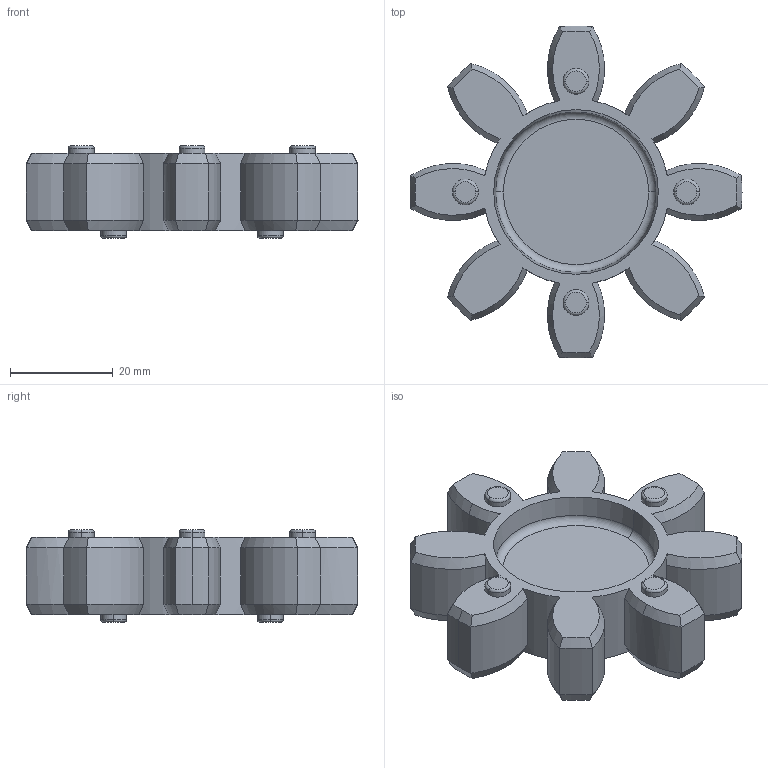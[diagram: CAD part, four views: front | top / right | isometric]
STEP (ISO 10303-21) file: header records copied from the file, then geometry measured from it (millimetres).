
FILE_DESCRIPTION (( 'STEP AP203' ), '1' );
FILE_NAME ('SJC-65-RD-SLEEVE.step', '2021-04-15T12:41:48', ( '' ), ( '' ), 'SwSTEP 2.0', 'SolidWorks 2021', '' );
FILE_SCHEMA (( 'CONFIG_CONTROL_DESIGN' ));
Length unit declared in the file: millimetre
Products named in the file (1): SJC-65-RD-SLEEVE
Bounding box: 64.5 x 64.46 x 18 mm (x, y, z)
Volume: 23398.1 mm3; surface area: 10008.4 mm2
Topology: 1 solids, 1 shells, 141 faces, 332 edges, 203 vertices
Faces by surface type: cone 58, cylinder 51, torus 20, plane 12
Entity records: 4234 total; most frequent: CARTESIAN_POINT 869, DIRECTION 759, ORIENTED_EDGE 664, AXIS2_PLACEMENT_3D 349, EDGE_CURVE 332, CIRCLE 207, VERTEX_POINT 203, EDGE_LOOP 151
